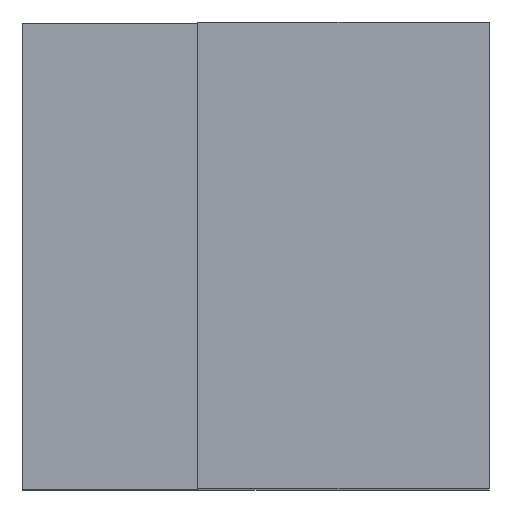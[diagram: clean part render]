
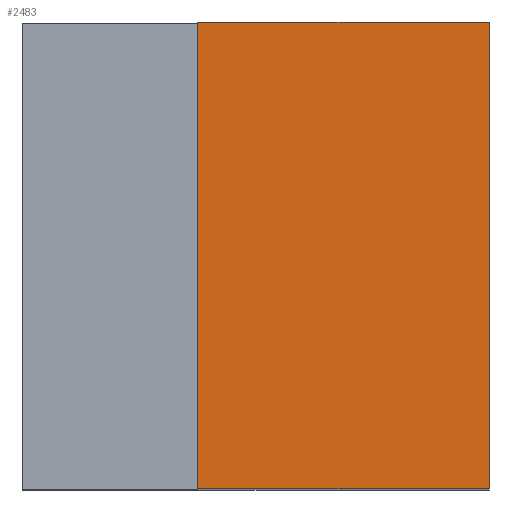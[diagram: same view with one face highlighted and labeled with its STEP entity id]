
A CAD part, top view. The second image highlights one B-rep face of the part: STEP entity #2483.
In plain terms, the highlighted planar face has unit normal (0, 0, 1).
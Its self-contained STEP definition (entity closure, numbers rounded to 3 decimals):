
#476 = AXIS2_PLACEMENT_3D ( 'NONE', #6153, #6159, #6160 ) ;
#486 = ORIENTED_EDGE ( 'NONE', *, *, #8915, .T. ) ;
#487 = ORIENTED_EDGE ( 'NONE', *, *, #8922, .T. ) ;
#488 = ORIENTED_EDGE ( 'NONE', *, *, #8926, .T. ) ;
#489 = ORIENTED_EDGE ( 'NONE', *, *, #6892, .T. ) ;
#930 = EDGE_LOOP ( 'NONE', ( #486, #487, #488, #489 ) ) ;
#1828 = CARTESIAN_POINT ( 'NONE',  ( -2., -8., 25. ) ) ;
#1832 = CARTESIAN_POINT ( 'NONE',  ( 8., -8., 25. ) ) ;
#1835 = CARTESIAN_POINT ( 'NONE',  ( 8., 8., 25. ) ) ;
#1838 = CARTESIAN_POINT ( 'NONE',  ( -2., 8., 25. ) ) ;
#2483 = ADVANCED_FACE ( 'NONE', ( #6156 ), #6157, .T. ) ;
#3203 = VERTEX_POINT ( 'NONE', #1828 ) ;
#3207 = VERTEX_POINT ( 'NONE', #1832 ) ;
#3210 = VERTEX_POINT ( 'NONE', #1835 ) ;
#3213 = VERTEX_POINT ( 'NONE', #1838 ) ;
#5479 = VECTOR ( 'NONE', #7401, 1000. ) ;
#5939 = VECTOR ( 'NONE', #8491, 1000. ) ;
#5947 = VECTOR ( 'NONE', #8511, 1000. ) ;
#5951 = VECTOR ( 'NONE', #8523, 1000. ) ;
#6153 = CARTESIAN_POINT ( 'NONE',  ( 8., -8., 25. ) ) ;
#6156 = FACE_OUTER_BOUND ( 'NONE', #930, .T. ) ;
#6157 = PLANE ( 'NONE',  #476 ) ;
#6159 = DIRECTION ( 'NONE',  ( 0., 0., 1. ) ) ;
#6160 = DIRECTION ( 'NONE',  ( 1., 0., 0. ) ) ;
#6892 = EDGE_CURVE ( 'NONE', #3213, #3203, #7397, .T. ) ;
#7397 = LINE ( 'NONE', #7400, #5479 ) ;
#7400 = CARTESIAN_POINT ( 'NONE',  ( -2., 8., 25. ) ) ;
#7401 = DIRECTION ( 'NONE',  ( 0., -1., 0. ) ) ;
#8489 = LINE ( 'NONE', #8490, #5939 ) ;
#8490 = CARTESIAN_POINT ( 'NONE',  ( -2., -8., 25. ) ) ;
#8491 = DIRECTION ( 'NONE',  ( 1., 0., 0. ) ) ;
#8509 = LINE ( 'NONE', #8510, #5947 ) ;
#8510 = CARTESIAN_POINT ( 'NONE',  ( 8., -8., 25. ) ) ;
#8511 = DIRECTION ( 'NONE',  ( 0., 1., 0. ) ) ;
#8521 = LINE ( 'NONE', #8522, #5951 ) ;
#8522 = CARTESIAN_POINT ( 'NONE',  ( 8., 8., 25. ) ) ;
#8523 = DIRECTION ( 'NONE',  ( -1., 0., 0. ) ) ;
#8915 = EDGE_CURVE ( 'NONE', #3203, #3207, #8489, .T. ) ;
#8922 = EDGE_CURVE ( 'NONE', #3207, #3210, #8509, .T. ) ;
#8926 = EDGE_CURVE ( 'NONE', #3210, #3213, #8521, .T. ) ;
